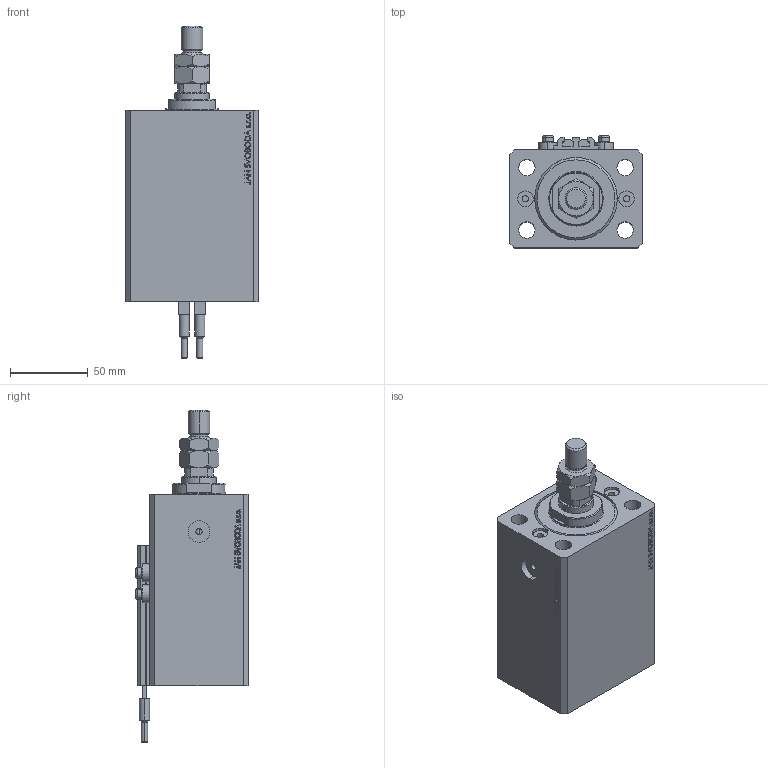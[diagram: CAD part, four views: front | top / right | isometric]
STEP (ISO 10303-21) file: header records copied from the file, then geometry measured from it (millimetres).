
FILE_DESCRIPTION (( 'STEP AP203' ), '1' );
FILE_NAME ('61f2.STEP', '2023-10-07T15:43:18', ( '' ), ( '' ), 'SwSTEP 2.0', 'SolidWorks 2019', '' );
FILE_SCHEMA (( 'CONFIG_CONTROL_DESIGN' ));
Length unit declared in the file: millimetre
Products named in the file (7): 61f2; MTA 8ee119ff1d875cc6b8dfce39716d716f; V250CE_VC_C 8ee119ff1d875cc6b8dfce39716d716f; V250CE_C_Body 8ee119ff1d875cc6b8dfce39716d716f; SWITCH_V250CE 8ee119ff1d875cc6b8dfce39716d716f; V250CE_C_VCP 8ee119ff1d875cc6b8dfce39716d716f; ALLEN BOLT V250CE 8ee119ff1d875cc6b8dfce39716d716f
Assembly tree (10 placements, depth 2):
  61f2
    V250CE_C_Body 8ee119ff1d875cc6b8dfce39716d716f
    ALLEN BOLT V250CE 8ee119ff1d875cc6b8dfce39716d716f  x4
    V250CE_C_VCP 8ee119ff1d875cc6b8dfce39716d716f
    V250CE_VC_C 8ee119ff1d875cc6b8dfce39716d716f
    MTA 8ee119ff1d875cc6b8dfce39716d716f
    SWITCH_V250CE 8ee119ff1d875cc6b8dfce39716d716f  x2
Bounding box: 85 x 72 x 213 mm (x, y, z)
Volume: 601456.1 mm3; surface area: 119479.7 mm2
Topology: 11 solids, 11 shells, 1135 faces, 2808 edges, 1815 vertices
Faces by surface type: plane 551, bspline 374, cylinder 102, cone 88, torus 20
Entity records: 49634 total; most frequent: CARTESIAN_POINT 26520, ORIENTED_EDGE 5198, DIRECTION 3353, EDGE_CURVE 2599, VERTEX_POINT 1701, VECTOR 1537, LINE 1537, EDGE_LOOP 1158
